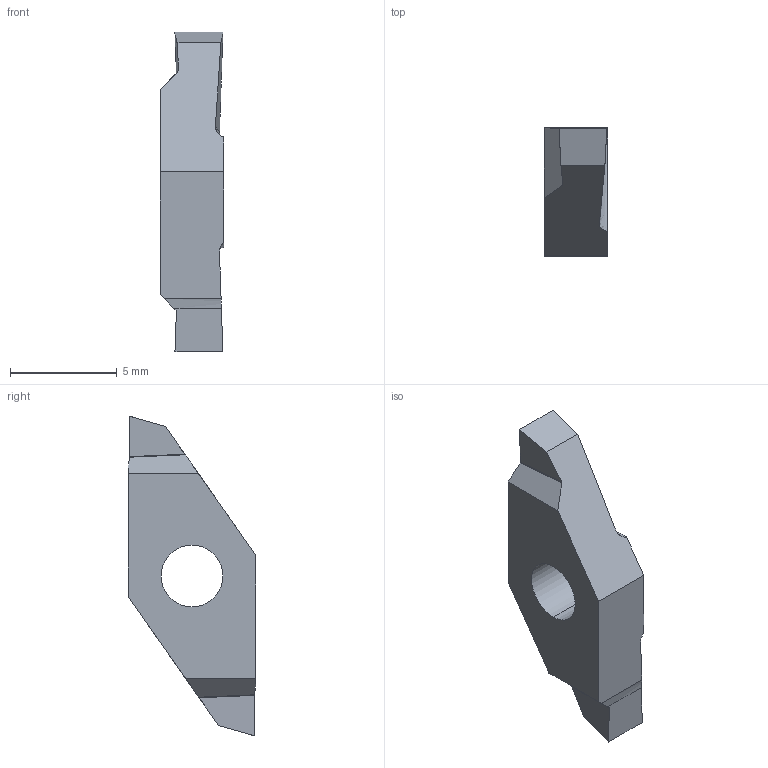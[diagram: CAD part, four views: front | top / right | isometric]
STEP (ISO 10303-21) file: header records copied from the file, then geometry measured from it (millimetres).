
FILE_DESCRIPTION (( 'STEP AP214' ), '1' );
FILE_NAME ('CUT-493-03-01.STEP', '2022-07-05T07:40:53', ( '' ), ( '' ), 'SwSTEP 2.0', 'SolidWorks 2021', '' );
FILE_SCHEMA (( 'AUTOMOTIVE_DESIGN' ));
Length unit declared in the file: millimetre
Products named in the file (1): CUT-493-03-01
Bounding box: 3 x 6 x 15 mm (x, y, z)
Volume: 143.1 mm3; surface area: 226.8 mm2
Topology: 1 solids, 1 shells, 28 faces, 78 edges, 52 vertices
Faces by surface type: plane 16, cylinder 10, bspline 2
Entity records: 948 total; most frequent: CARTESIAN_POINT 251, ORIENTED_EDGE 156, DIRECTION 114, EDGE_CURVE 78, VERTEX_POINT 52, LINE 52, VECTOR 52, AXIS2_PLACEMENT_3D 31
